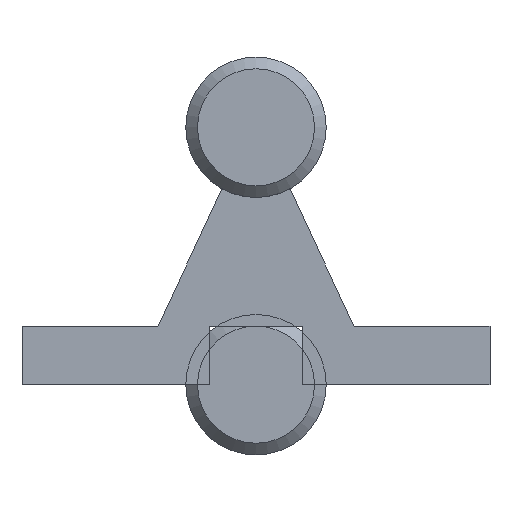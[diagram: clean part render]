
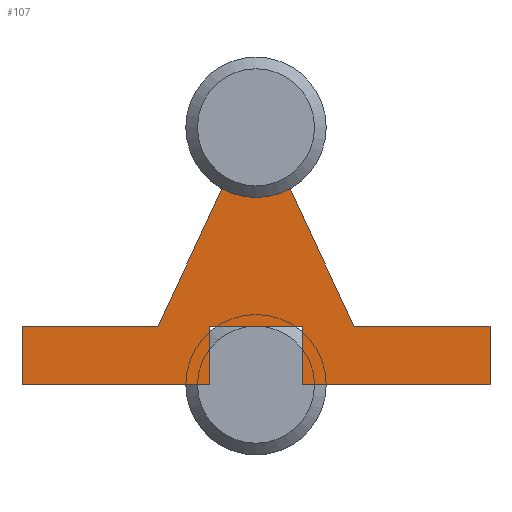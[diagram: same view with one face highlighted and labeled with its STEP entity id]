
A CAD part, front view. The second image highlights one B-rep face of the part: STEP entity #107.
In plain terms, the highlighted planar face has unit normal (0, -1, 0).
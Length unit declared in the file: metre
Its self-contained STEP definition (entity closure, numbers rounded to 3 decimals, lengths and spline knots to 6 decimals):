
#107 = ADVANCED_FACE( '', ( #238 ), #239, .T. );
#238 = FACE_OUTER_BOUND( '', #386, .T. );
#239 = PLANE( '', #387 );
#386 = EDGE_LOOP( '', ( #594, #595, #596, #597, #598, #599, #600, #601, #602, #603, #604, #605 ) );
#387 = AXIS2_PLACEMENT_3D( '', #606, #607, #608 );
#594 = ORIENTED_EDGE( '', *, *, #775, .F. );
#595 = ORIENTED_EDGE( '', *, *, #776, .T. );
#596 = ORIENTED_EDGE( '', *, *, #743, .T. );
#597 = ORIENTED_EDGE( '', *, *, #766, .T. );
#598 = ORIENTED_EDGE( '', *, *, #777, .F. );
#599 = ORIENTED_EDGE( '', *, *, #778, .F. );
#600 = ORIENTED_EDGE( '', *, *, #735, .F. );
#601 = ORIENTED_EDGE( '', *, *, #763, .F. );
#602 = ORIENTED_EDGE( '', *, *, #726, .F. );
#603 = ORIENTED_EDGE( '', *, *, #779, .F. );
#604 = ORIENTED_EDGE( '', *, *, #759, .F. );
#605 = ORIENTED_EDGE( '', *, *, #780, .F. );
#606 = CARTESIAN_POINT( '', ( 0., 0., 0.022 ) );
#607 = DIRECTION( '', ( 0., -1., 0. ) );
#608 = DIRECTION( '', ( 0., 0., -1. ) );
#726 = EDGE_CURVE( '', #851, #852, #853, .T. );
#735 = EDGE_CURVE( '', #867, #868, #869, .T. );
#743 = EDGE_CURVE( '', #881, #879, #882, .T. );
#759 = EDGE_CURVE( '', #908, #909, #910, .T. );
#763 = EDGE_CURVE( '', #852, #867, #914, .T. );
#766 = EDGE_CURVE( '', #879, #916, #918, .T. );
#775 = EDGE_CURVE( '', #929, #930, #931, .T. );
#776 = EDGE_CURVE( '', #929, #881, #932, .T. );
#777 = EDGE_CURVE( '', #933, #916, #934, .T. );
#778 = EDGE_CURVE( '', #868, #933, #935, .T. );
#779 = EDGE_CURVE( '', #909, #851, #936, .T. );
#780 = EDGE_CURVE( '', #930, #908, #937, .T. );
#851 = VERTEX_POINT( '', #1155 );
#852 = VERTEX_POINT( '', #1156 );
#853 = CIRCLE( '', #1157, 0.006 );
#867 = VERTEX_POINT( '', #1362 );
#868 = VERTEX_POINT( '', #1363 );
#869 = LINE( '', #1364, #1365 );
#879 = VERTEX_POINT( '', #1377 );
#881 = VERTEX_POINT( '', #1380 );
#882 = LINE( '', #1381, #1382 );
#908 = VERTEX_POINT( '', #1409 );
#909 = VERTEX_POINT( '', #1410 );
#910 = LINE( '', #1411, #1412 );
#914 = LINE( '', #1418, #1419 );
#916 = VERTEX_POINT( '', #1421 );
#918 = LINE( '', #1424, #1425 );
#929 = VERTEX_POINT( '', #1436 );
#930 = VERTEX_POINT( '', #1437 );
#931 = LINE( '', #1438, #1439 );
#932 = LINE( '', #1440, #1441 );
#933 = VERTEX_POINT( '', #1442 );
#934 = LINE( '', #1443, #1444 );
#935 = LINE( '', #1445, #1446 );
#936 = LINE( '', #1447, #1448 );
#937 = LINE( '', #1449, #1450 );
#1155 = CARTESIAN_POINT( '', ( -0.0029, 0., 0.016747 ) );
#1156 = CARTESIAN_POINT( '', ( 0.0029, 0., 0.016747 ) );
#1157 = AXIS2_PLACEMENT_3D( '', #1506, #1507, #1508 );
#1362 = CARTESIAN_POINT( '', ( 0.008378, 0., 0.005 ) );
#1363 = CARTESIAN_POINT( '', ( 0.02, 0., 0.005 ) );
#1364 = CARTESIAN_POINT( '', ( 0.02, 0., 0.005 ) );
#1365 = VECTOR( '', #1517, 1. );
#1377 = CARTESIAN_POINT( '', ( 0.004, 0., 0.005 ) );
#1380 = CARTESIAN_POINT( '', ( -0.004, 0., 0.005 ) );
#1381 = CARTESIAN_POINT( '', ( -0.004, 0., 0.005 ) );
#1382 = VECTOR( '', #1530, 1. );
#1409 = CARTESIAN_POINT( '', ( -0.02, 0., 0.005 ) );
#1410 = CARTESIAN_POINT( '', ( -0.008378, 0., 0.005 ) );
#1411 = CARTESIAN_POINT( '', ( -0.02, 0., 0.005 ) );
#1412 = VECTOR( '', #1562, 1. );
#1418 = CARTESIAN_POINT( '', ( 0.008378, 0., 0.005 ) );
#1419 = VECTOR( '', #1565, 1. );
#1421 = CARTESIAN_POINT( '', ( 0.004, 0., 0. ) );
#1424 = CARTESIAN_POINT( '', ( 0.004, 0., 0.005 ) );
#1425 = VECTOR( '', #1567, 1. );
#1436 = CARTESIAN_POINT( '', ( -0.004, 0., 0. ) );
#1437 = CARTESIAN_POINT( '', ( -0.02, 0., 0. ) );
#1438 = CARTESIAN_POINT( '', ( 0.02, 0., 0. ) );
#1439 = VECTOR( '', #1574, 1. );
#1440 = CARTESIAN_POINT( '', ( -0.004, 0., 0. ) );
#1441 = VECTOR( '', #1575, 1. );
#1442 = CARTESIAN_POINT( '', ( 0.02, 0., 0. ) );
#1443 = CARTESIAN_POINT( '', ( 0.02, 0., 0. ) );
#1444 = VECTOR( '', #1576, 1. );
#1445 = CARTESIAN_POINT( '', ( 0.02, 0., 0. ) );
#1446 = VECTOR( '', #1577, 1. );
#1447 = CARTESIAN_POINT( '', ( -0.008378, 0., 0.005 ) );
#1448 = VECTOR( '', #1578, 1. );
#1449 = CARTESIAN_POINT( '', ( -0.02, 0., 0. ) );
#1450 = VECTOR( '', #1579, 1. );
#1506 = CARTESIAN_POINT( '', ( 0., 0., 0.022 ) );
#1507 = DIRECTION( '', ( 0., -1., 0. ) );
#1508 = DIRECTION( '', ( 1., 0., 0. ) );
#1517 = DIRECTION( '', ( 1., 0., 0. ) );
#1530 = DIRECTION( '', ( 1., 0., 0. ) );
#1562 = DIRECTION( '', ( 1., 0., 0. ) );
#1565 = DIRECTION( '', ( 0.423, 0., -0.906 ) );
#1567 = DIRECTION( '', ( 0., 0., -1. ) );
#1574 = DIRECTION( '', ( -1., 0., 0. ) );
#1575 = DIRECTION( '', ( 0., 0., 1. ) );
#1576 = DIRECTION( '', ( -1., 0., 0. ) );
#1577 = DIRECTION( '', ( 0., 0., -1. ) );
#1578 = DIRECTION( '', ( 0.423, 0., 0.906 ) );
#1579 = DIRECTION( '', ( 0., 0., 1. ) );
